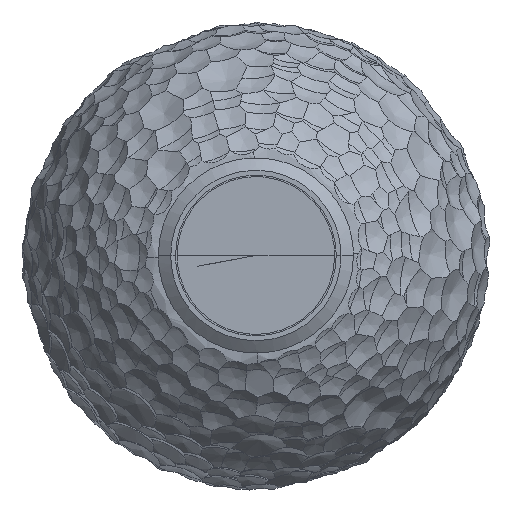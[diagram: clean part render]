
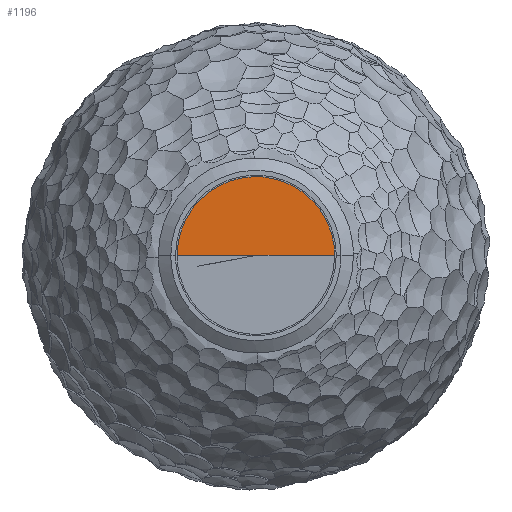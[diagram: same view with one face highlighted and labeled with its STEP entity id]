
A CAD part, top view. The second image highlights one B-rep face of the part: STEP entity #1196.
In plain terms, the highlighted free-form (B-spline) face has degree [2, 1] with [5, 2] control points.
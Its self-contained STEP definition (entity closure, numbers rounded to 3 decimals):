
#1196=ADVANCED_FACE($,(#2399),#17910,.T.);
#2399=FACE_OUTER_BOUND($,#3602,.T.);
#3602=EDGE_LOOP($,(#10673,#10674,#10675));
#10673=ORIENTED_EDGE($,*,*,#14335,.T.);
#10674=ORIENTED_EDGE($,*,*,#14321,.F.);
#10675=ORIENTED_EDGE($,*,*,#14308,.F.);
#14308=EDGE_CURVE($,#16711,#16724,#21508,.T.);
#14321=EDGE_CURVE($,#16724,#16726,#18342,.T.);
#14335=EDGE_CURVE($,#16711,#16726,#21518,.T.);
#16711=VERTEX_POINT($,#80100);
#16724=VERTEX_POINT($,#80113);
#16726=VERTEX_POINT($,#80115);
#17910=(
BOUNDED_SURFACE()
B_SPLINE_SURFACE(2,1,((#79695,#79696),(#79697,#79698),(#79699,#79700),(#79701,
#79702),(#79703,#79704)),.UNSPECIFIED.,.F.,.F.,.F.)
B_SPLINE_SURFACE_WITH_KNOTS((3,2,3),(2,2),(0.,1.571,3.142),
(0.,58.746),.UNSPECIFIED.)
GEOMETRIC_REPRESENTATION_ITEM()
RATIONAL_B_SPLINE_SURFACE(((1.,1.),(0.707,0.707),
(1.,1.),(0.707,0.707),(1.,1.)))
REPRESENTATION_ITEM($)
SURFACE()
);
#18342=(
BOUNDED_CURVE()
B_SPLINE_CURVE(2,(#79463,#79464,#79465,#79466,#79467),.UNSPECIFIED.,.F.,
.F.)
B_SPLINE_CURVE_WITH_KNOTS((3,2,3),(0.,1.571,3.142),
.UNSPECIFIED.)
CURVE()
GEOMETRIC_REPRESENTATION_ITEM()
RATIONAL_B_SPLINE_CURVE((1.,0.707,1.,0.707,1.))
REPRESENTATION_ITEM($)
);
#21508=B_SPLINE_CURVE_WITH_KNOTS($,1,(#79416,#79417),.UNSPECIFIED.,.F.,.F.,
(2,2),(0.,58.746),.UNSPECIFIED.);
#21518=B_SPLINE_CURVE_WITH_KNOTS($,1,(#79541,#79542),.UNSPECIFIED.,.F.,.F.,
(2,2),(0.,58.746),.UNSPECIFIED.);
#79416=CARTESIAN_POINT($,(0.,0.,0.));
#79417=CARTESIAN_POINT($,(-58.746,0.,0.));
#79463=CARTESIAN_POINT($,(-58.746,0.,0.));
#79464=CARTESIAN_POINT($,(-58.746,58.746,0.));
#79465=CARTESIAN_POINT($,(0.,58.746,0.));
#79466=CARTESIAN_POINT($,(58.746,58.746,0.));
#79467=CARTESIAN_POINT($,(58.746,0.,0.));
#79541=CARTESIAN_POINT($,(0.,0.,0.));
#79542=CARTESIAN_POINT($,(58.746,0.,0.));
#79695=CARTESIAN_POINT($,(0.,0.,0.));
#79696=CARTESIAN_POINT($,(-58.746,0.,0.));
#79697=CARTESIAN_POINT($,(0.,0.,0.));
#79698=CARTESIAN_POINT($,(-58.746,58.746,0.));
#79699=CARTESIAN_POINT($,(0.,0.,0.));
#79700=CARTESIAN_POINT($,(0.,58.746,0.));
#79701=CARTESIAN_POINT($,(0.,0.,0.));
#79702=CARTESIAN_POINT($,(58.746,58.746,0.));
#79703=CARTESIAN_POINT($,(0.,0.,0.));
#79704=CARTESIAN_POINT($,(58.746,0.,0.));
#80100=CARTESIAN_POINT($,(0.,0.,0.));
#80113=CARTESIAN_POINT($,(-58.746,0.,0.));
#80115=CARTESIAN_POINT($,(58.746,0.,0.));
